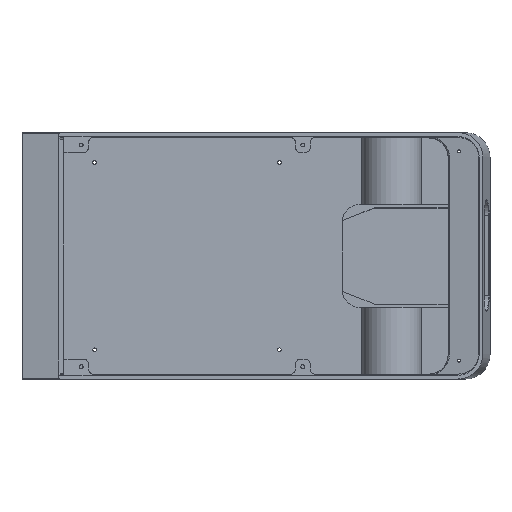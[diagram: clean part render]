
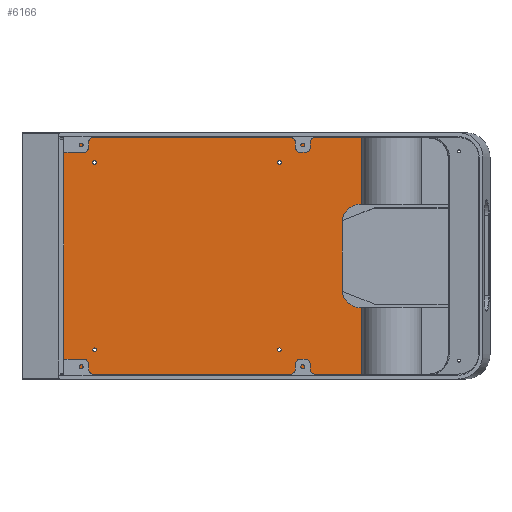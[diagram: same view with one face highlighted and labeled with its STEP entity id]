
A CAD part, top view. The second image highlights one B-rep face of the part: STEP entity #6166.
In plain terms, the highlighted planar face has unit normal (0, 0, 1).
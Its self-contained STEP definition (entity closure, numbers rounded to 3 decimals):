
#212=FACE_BOUND('',#2270,.T.);
#213=FACE_BOUND('',#2271,.T.);
#214=FACE_BOUND('',#2272,.T.);
#215=FACE_BOUND('',#2273,.T.);
#344=PLANE('',#6796);
#516=LINE('',#9544,#1056);
#524=LINE('',#9600,#1064);
#549=LINE('',#9768,#1089);
#553=LINE('',#9784,#1093);
#594=LINE('',#9974,#1134);
#598=LINE('',#9990,#1138);
#639=LINE('',#10318,#1179);
#767=LINE('',#10838,#1307);
#770=LINE('',#10843,#1310);
#772=LINE('',#10846,#1312);
#773=LINE('',#10849,#1313);
#778=LINE('',#10860,#1318);
#781=LINE('',#10865,#1321);
#783=LINE('',#10868,#1323);
#784=LINE('',#10870,#1324);
#785=LINE('',#10871,#1325);
#786=LINE('',#10872,#1326);
#787=LINE('',#10873,#1327);
#788=LINE('',#10874,#1328);
#789=LINE('',#10876,#1329);
#790=LINE('',#10878,#1330);
#791=LINE('',#10879,#1331);
#792=LINE('',#10881,#1332);
#793=LINE('',#10882,#1333);
#1056=VECTOR('',#7312,10.);
#1064=VECTOR('',#7364,10.);
#1089=VECTOR('',#7479,10.);
#1093=VECTOR('',#7491,10.);
#1134=VECTOR('',#7596,10.);
#1138=VECTOR('',#7608,10.);
#1179=VECTOR('',#7787,10.);
#1307=VECTOR('',#8263,10.);
#1310=VECTOR('',#8268,10.);
#1312=VECTOR('',#8272,10.);
#1313=VECTOR('',#8275,10.);
#1318=VECTOR('',#8282,10.);
#1321=VECTOR('',#8287,10.);
#1323=VECTOR('',#8291,10.);
#1324=VECTOR('',#8294,10.);
#1325=VECTOR('',#8295,10.);
#1326=VECTOR('',#8296,10.);
#1327=VECTOR('',#8297,10.);
#1328=VECTOR('',#8298,10.);
#1329=VECTOR('',#8299,10.);
#1330=VECTOR('',#8300,10.);
#1331=VECTOR('',#8301,10.);
#1332=VECTOR('',#8302,10.);
#1333=VECTOR('',#8303,10.);
#1845=FACE_OUTER_BOUND('',#2269,.T.);
#2269=EDGE_LOOP('',(#5267,#5268,#5269,#5270,#5271,#5272,#5273,#5274,#5275,
#5276,#5277,#5278,#5279,#5280,#5281,#5282,#5283,#5284,#5285,#5286,#5287,
#5288,#5289,#5290));
#2270=EDGE_LOOP('',(#5291));
#2271=EDGE_LOOP('',(#5292));
#2272=EDGE_LOOP('',(#5293));
#2273=EDGE_LOOP('',(#5294));
#2660=CIRCLE('',#6797,1.5);
#2661=CIRCLE('',#6798,1.5);
#2662=CIRCLE('',#6799,1.5);
#2663=CIRCLE('',#6800,1.5);
#2835=VERTEX_POINT('',#9541);
#2836=VERTEX_POINT('',#9543);
#2861=VERTEX_POINT('',#9597);
#2862=VERTEX_POINT('',#9599);
#2899=VERTEX_POINT('',#9765);
#2900=VERTEX_POINT('',#9767);
#2907=VERTEX_POINT('',#9781);
#2908=VERTEX_POINT('',#9783);
#2961=VERTEX_POINT('',#9971);
#2962=VERTEX_POINT('',#9973);
#2969=VERTEX_POINT('',#9987);
#2970=VERTEX_POINT('',#9989);
#3019=VERTEX_POINT('',#10292);
#3026=VERTEX_POINT('',#10316);
#3163=VERTEX_POINT('',#10835);
#3164=VERTEX_POINT('',#10837);
#3165=VERTEX_POINT('',#10841);
#3166=VERTEX_POINT('',#10848);
#3170=VERTEX_POINT('',#10857);
#3171=VERTEX_POINT('',#10859);
#3172=VERTEX_POINT('',#10864);
#3173=VERTEX_POINT('',#10875);
#3174=VERTEX_POINT('',#10877);
#3175=VERTEX_POINT('',#10880);
#3176=VERTEX_POINT('',#10883);
#3177=VERTEX_POINT('',#10885);
#3178=VERTEX_POINT('',#10887);
#3179=VERTEX_POINT('',#10889);
#3451=EDGE_CURVE('',#2836,#2835,#516,.T.);
#3479=EDGE_CURVE('',#2862,#2861,#524,.T.);
#3534=EDGE_CURVE('',#2899,#2900,#549,.T.);
#3542=EDGE_CURVE('',#2907,#2908,#553,.T.);
#3606=EDGE_CURVE('',#2962,#2961,#594,.T.);
#3614=EDGE_CURVE('',#2970,#2969,#598,.T.);
#3705=EDGE_CURVE('',#3026,#3019,#639,.F.);
#3923=EDGE_CURVE('',#3164,#3163,#767,.T.);
#3926=EDGE_CURVE('',#3163,#3165,#770,.T.);
#3928=EDGE_CURVE('',#3165,#2908,#772,.T.);
#3929=EDGE_CURVE('',#3164,#3166,#773,.T.);
#3934=EDGE_CURVE('',#3171,#3170,#778,.T.);
#3937=EDGE_CURVE('',#3172,#3171,#781,.T.);
#3939=EDGE_CURVE('',#2961,#3172,#783,.T.);
#3940=EDGE_CURVE('',#2907,#2862,#784,.T.);
#3941=EDGE_CURVE('',#2900,#2861,#785,.T.);
#3942=EDGE_CURVE('',#2899,#2970,#786,.T.);
#3943=EDGE_CURVE('',#2836,#2969,#787,.T.);
#3944=EDGE_CURVE('',#2835,#2962,#788,.T.);
#3945=EDGE_CURVE('',#3170,#3173,#789,.T.);
#3946=EDGE_CURVE('',#3173,#3174,#790,.T.);
#3947=EDGE_CURVE('',#3174,#3019,#791,.T.);
#3948=EDGE_CURVE('',#3026,#3175,#792,.T.);
#3949=EDGE_CURVE('',#3175,#3166,#793,.T.);
#3950=EDGE_CURVE('',#3176,#3176,#2660,.T.);
#3951=EDGE_CURVE('',#3177,#3177,#2661,.T.);
#3952=EDGE_CURVE('',#3178,#3178,#2662,.T.);
#3953=EDGE_CURVE('',#3179,#3179,#2663,.T.);
#5267=ORIENTED_EDGE('',*,*,#3928,.T.);
#5268=ORIENTED_EDGE('',*,*,#3542,.F.);
#5269=ORIENTED_EDGE('',*,*,#3940,.T.);
#5270=ORIENTED_EDGE('',*,*,#3479,.T.);
#5271=ORIENTED_EDGE('',*,*,#3941,.F.);
#5272=ORIENTED_EDGE('',*,*,#3534,.F.);
#5273=ORIENTED_EDGE('',*,*,#3942,.T.);
#5274=ORIENTED_EDGE('',*,*,#3614,.T.);
#5275=ORIENTED_EDGE('',*,*,#3943,.F.);
#5276=ORIENTED_EDGE('',*,*,#3451,.T.);
#5277=ORIENTED_EDGE('',*,*,#3944,.T.);
#5278=ORIENTED_EDGE('',*,*,#3606,.T.);
#5279=ORIENTED_EDGE('',*,*,#3939,.T.);
#5280=ORIENTED_EDGE('',*,*,#3937,.T.);
#5281=ORIENTED_EDGE('',*,*,#3934,.T.);
#5282=ORIENTED_EDGE('',*,*,#3945,.T.);
#5283=ORIENTED_EDGE('',*,*,#3946,.T.);
#5284=ORIENTED_EDGE('',*,*,#3947,.T.);
#5285=ORIENTED_EDGE('',*,*,#3705,.F.);
#5286=ORIENTED_EDGE('',*,*,#3948,.T.);
#5287=ORIENTED_EDGE('',*,*,#3949,.T.);
#5288=ORIENTED_EDGE('',*,*,#3929,.F.);
#5289=ORIENTED_EDGE('',*,*,#3923,.T.);
#5290=ORIENTED_EDGE('',*,*,#3926,.T.);
#5291=ORIENTED_EDGE('',*,*,#3950,.T.);
#5292=ORIENTED_EDGE('',*,*,#3951,.T.);
#5293=ORIENTED_EDGE('',*,*,#3952,.T.);
#5294=ORIENTED_EDGE('',*,*,#3953,.T.);
#6166=ADVANCED_FACE('',(#1845,#212,#213,#214,#215),#344,.F.);
#6796=AXIS2_PLACEMENT_3D('',#10869,#8292,#8293);
#6797=AXIS2_PLACEMENT_3D('',#10884,#8304,#8305);
#6798=AXIS2_PLACEMENT_3D('',#10886,#8306,#8307);
#6799=AXIS2_PLACEMENT_3D('',#10888,#8308,#8309);
#6800=AXIS2_PLACEMENT_3D('',#10890,#8310,#8311);
#7312=DIRECTION('',(-1.,0.,0.));
#7364=DIRECTION('',(1.,0.,0.));
#7479=DIRECTION('',(-1.,0.,0.));
#7491=DIRECTION('',(-1.,0.,0.));
#7596=DIRECTION('',(-1.,0.,0.));
#7608=DIRECTION('',(-1.,0.,0.));
#7787=DIRECTION('',(0.,-1.,0.));
#8263=DIRECTION('',(0.,1.,0.));
#8268=DIRECTION('',(1.,0.,0.));
#8272=DIRECTION('',(0.,-1.,0.));
#8275=DIRECTION('',(-1.,0.,0.));
#8282=DIRECTION('',(0.,1.,0.));
#8287=DIRECTION('',(-1.,0.,0.));
#8291=DIRECTION('',(0.,-1.,0.));
#8292=DIRECTION('center_axis',(0.,0.,-1.));
#8293=DIRECTION('ref_axis',(-1.,0.,0.));
#8294=DIRECTION('',(0.,-1.,0.));
#8295=DIRECTION('',(0.,-1.,0.));
#8296=DIRECTION('',(0.,1.,0.));
#8297=DIRECTION('',(0.,-1.,0.));
#8298=DIRECTION('',(0.,-1.,0.));
#8299=DIRECTION('',(-1.,0.,0.));
#8300=DIRECTION('',(0.,-1.,0.));
#8301=DIRECTION('',(-1.,0.,0.));
#8302=DIRECTION('',(1.,0.,0.));
#8303=DIRECTION('',(0.,-1.,0.));
#8304=DIRECTION('center_axis',(0.,0.,-1.));
#8305=DIRECTION('ref_axis',(1.,0.,0.));
#8306=DIRECTION('center_axis',(0.,0.,-1.));
#8307=DIRECTION('ref_axis',(1.,0.,0.));
#8308=DIRECTION('center_axis',(0.,0.,-1.));
#8309=DIRECTION('ref_axis',(1.,0.,0.));
#8310=DIRECTION('center_axis',(0.,0.,-1.));
#8311=DIRECTION('ref_axis',(1.,0.,0.));
#9541=CARTESIAN_POINT('',(113.,230.,14.));
#9543=CARTESIAN_POINT('',(137.,230.,14.));
#9544=CARTESIAN_POINT('',(113.,230.,14.));
#9597=CARTESIAN_POINT('',(137.,32.,14.));
#9599=CARTESIAN_POINT('',(113.,32.,14.));
#9600=CARTESIAN_POINT('',(131.,32.,14.));
#9765=CARTESIAN_POINT('',(226.,35.,14.));
#9767=CARTESIAN_POINT('',(137.,35.,14.));
#9768=CARTESIAN_POINT('',(177.489,35.,14.));
#9781=CARTESIAN_POINT('',(113.,35.,14.));
#9783=CARTESIAN_POINT('',(-8.,35.,14.));
#9784=CARTESIAN_POINT('',(177.489,35.,14.));
#9971=CARTESIAN_POINT('',(-8.,227.,14.));
#9973=CARTESIAN_POINT('',(113.,227.,14.));
#9974=CARTESIAN_POINT('',(177.489,227.,14.));
#9987=CARTESIAN_POINT('',(137.,227.,14.));
#9989=CARTESIAN_POINT('',(226.,227.,14.));
#9990=CARTESIAN_POINT('',(177.489,227.,14.));
#10292=CARTESIAN_POINT('',(-46.,215.,14.));
#10316=CARTESIAN_POINT('',(-46.,47.,14.));
#10318=CARTESIAN_POINT('',(-46.,31.,14.));
#10835=CARTESIAN_POINT('',(-16.,47.,14.));
#10837=CARTESIAN_POINT('',(-16.,35.,14.));
#10838=CARTESIAN_POINT('',(-16.,33.,14.));
#10841=CARTESIAN_POINT('',(-8.,47.,14.));
#10843=CARTESIAN_POINT('',(107.,47.,14.));
#10846=CARTESIAN_POINT('',(-8.,39.,14.));
#10848=CARTESIAN_POINT('',(-40.,35.,14.));
#10849=CARTESIAN_POINT('',(177.489,35.,14.));
#10857=CARTESIAN_POINT('',(-16.,227.,14.));
#10859=CARTESIAN_POINT('',(-16.,215.,14.));
#10860=CARTESIAN_POINT('',(-16.,123.,14.));
#10864=CARTESIAN_POINT('',(-8.,215.,14.));
#10865=CARTESIAN_POINT('',(111.,215.,14.));
#10868=CARTESIAN_POINT('',(-8.,129.,14.));
#10869=CARTESIAN_POINT('Origin',(230.,31.,14.));
#10870=CARTESIAN_POINT('',(113.,231.,14.));
#10871=CARTESIAN_POINT('',(137.,231.,14.));
#10872=CARTESIAN_POINT('',(226.,31.,14.));
#10873=CARTESIAN_POINT('',(137.,231.,14.));
#10874=CARTESIAN_POINT('',(113.,231.,14.));
#10875=CARTESIAN_POINT('',(-40.,227.,14.));
#10876=CARTESIAN_POINT('',(177.489,227.,14.));
#10877=CARTESIAN_POINT('',(-40.,215.,14.));
#10878=CARTESIAN_POINT('',(-40.,81.,14.));
#10879=CARTESIAN_POINT('',(92.,215.,14.));
#10880=CARTESIAN_POINT('',(-40.,47.,14.));
#10881=CARTESIAN_POINT('',(92.,47.,14.));
#10882=CARTESIAN_POINT('',(-40.,81.,14.));
#10883=CARTESIAN_POINT('',(157.5,207.,14.));
#10884=CARTESIAN_POINT('Origin',(159.,207.,14.));
#10885=CARTESIAN_POINT('',(157.5,55.,14.));
#10886=CARTESIAN_POINT('Origin',(159.,55.,14.));
#10887=CARTESIAN_POINT('',(7.5,207.,14.));
#10888=CARTESIAN_POINT('Origin',(9.,207.,14.));
#10889=CARTESIAN_POINT('',(7.5,55.,14.));
#10890=CARTESIAN_POINT('Origin',(9.,55.,14.));
